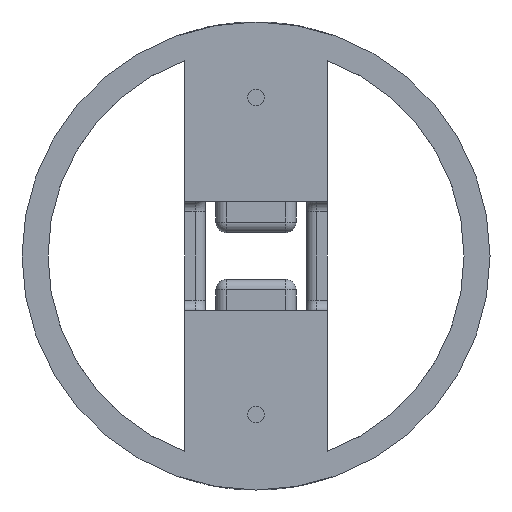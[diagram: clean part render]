
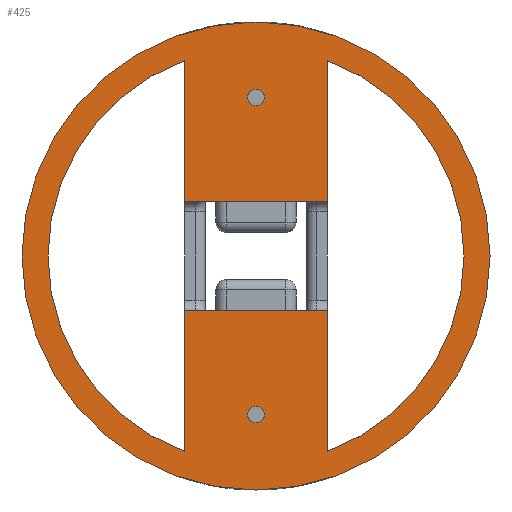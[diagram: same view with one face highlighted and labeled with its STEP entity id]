
A CAD part, front view. The second image highlights one B-rep face of the part: STEP entity #425.
In plain terms, the highlighted planar face has unit normal (0, -1, 0).
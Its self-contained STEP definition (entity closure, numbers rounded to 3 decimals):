
#37 = VERTEX_POINT ( 'NONE', #917 ) ;
#40 = VERTEX_POINT ( 'NONE', #197 ) ;
#82 = LINE ( 'NONE', #2518, #1742 ) ;
#110 = CARTESIAN_POINT ( 'NONE',  ( 13.714, -14.5, 0. ) ) ;
#115 = VECTOR ( 'NONE', #769, 1000. ) ;
#126 = CARTESIAN_POINT ( 'NONE',  ( 0., -14.5, -32.1 ) ) ;
#178 = DIRECTION ( 'NONE',  ( 0., 1., 0. ) ) ;
#193 = FACE_BOUND ( 'NONE', #1247, .T. ) ;
#197 = CARTESIAN_POINT ( 'NONE',  ( -13.714, -14.5, 10.5 ) ) ;
#243 = CIRCLE ( 'NONE', #1261, 45. ) ;
#252 = VERTEX_POINT ( 'NONE', #126 ) ;
#264 = VECTOR ( 'NONE', #1890, 1000. ) ;
#276 = EDGE_CURVE ( 'NONE', #2370, #37, #82, .T. ) ;
#322 = LINE ( 'NONE', #110, #1750 ) ;
#344 = CIRCLE ( 'NONE', #455, 1.6 ) ;
#395 = DIRECTION ( 'NONE',  ( 0., 0., -1. ) ) ;
#420 = DIRECTION ( 'NONE',  ( 0., 0., -1. ) ) ;
#422 = FACE_BOUND ( 'NONE', #2380, .T. ) ;
#425 = ADVANCED_FACE ( 'NONE', ( #1148, #193, #932, #422 ), #2602, .T. ) ;
#437 = VERTEX_POINT ( 'NONE', #3124 ) ;
#455 = AXIS2_PLACEMENT_3D ( 'NONE', #2787, #2824, #2772 ) ;
#465 = VECTOR ( 'NONE', #1215, 1000. ) ;
#494 = CIRCLE ( 'NONE', #1057, 40. ) ;
#560 = CARTESIAN_POINT ( 'NONE',  ( -13.714, -14.5, -37.576 ) ) ;
#625 = CIRCLE ( 'NONE', #1076, 1.6 ) ;
#660 = VERTEX_POINT ( 'NONE', #2738 ) ;
#672 = VERTEX_POINT ( 'NONE', #3002 ) ;
#698 = CARTESIAN_POINT ( 'NONE',  ( 13.714, -14.5, -10.5 ) ) ;
#745 = CARTESIAN_POINT ( 'NONE',  ( 0., -14.5, -28.9 ) ) ;
#757 = LINE ( 'NONE', #1470, #465 ) ;
#769 = DIRECTION ( 'NONE',  ( 0., 0., 1. ) ) ;
#802 = EDGE_CURVE ( 'NONE', #1765, #252, #3079, .T. ) ;
#857 = ORIENTED_EDGE ( 'NONE', *, *, #3141, .F. ) ;
#860 = EDGE_CURVE ( 'NONE', #1387, #437, #1275, .T. ) ;
#917 = CARTESIAN_POINT ( 'NONE',  ( -13.714, -14.5, -10.5 ) ) ;
#932 = FACE_OUTER_BOUND ( 'NONE', #2309, .T. ) ;
#936 = ORIENTED_EDGE ( 'NONE', *, *, #1354, .F. ) ;
#939 = VECTOR ( 'NONE', #2213, 1000. ) ;
#955 = CARTESIAN_POINT ( 'NONE',  ( -13.714, -14.5, 0. ) ) ;
#1025 = AXIS2_PLACEMENT_3D ( 'NONE', #2091, #2865, #2900 ) ;
#1057 = AXIS2_PLACEMENT_3D ( 'NONE', #1417, #2390, #2969 ) ;
#1071 = DIRECTION ( 'NONE',  ( 0., -1., 0. ) ) ;
#1076 = AXIS2_PLACEMENT_3D ( 'NONE', #2949, #2033, #1268 ) ;
#1110 = CARTESIAN_POINT ( 'NONE',  ( 0., -14.5, -30.5 ) ) ;
#1148 = FACE_BOUND ( 'NONE', #2981, .T. ) ;
#1215 = DIRECTION ( 'NONE',  ( -1., 0., 0. ) ) ;
#1216 = EDGE_CURVE ( 'NONE', #2728, #672, #2296, .T. ) ;
#1247 = EDGE_LOOP ( 'NONE', ( #1270, #1329, #2887, #3128, #1506, #857, #936, #1501 ) ) ;
#1257 = ORIENTED_EDGE ( 'NONE', *, *, #1216, .T. ) ;
#1261 = AXIS2_PLACEMENT_3D ( 'NONE', #1888, #2099, #3086 ) ;
#1268 = DIRECTION ( 'NONE',  ( 0., 0., -1. ) ) ;
#1270 = ORIENTED_EDGE ( 'NONE', *, *, #1972, .F. ) ;
#1275 = CIRCLE ( 'NONE', #1946, 1.6 ) ;
#1329 = ORIENTED_EDGE ( 'NONE', *, *, #3093, .F. ) ;
#1353 = VERTEX_POINT ( 'NONE', #1433 ) ;
#1354 = EDGE_CURVE ( 'NONE', #37, #3041, #1460, .T. ) ;
#1387 = VERTEX_POINT ( 'NONE', #1399 ) ;
#1399 = CARTESIAN_POINT ( 'NONE',  ( 0., -14.5, 32.1 ) ) ;
#1400 = ORIENTED_EDGE ( 'NONE', *, *, #802, .F. ) ;
#1417 = CARTESIAN_POINT ( 'NONE',  ( 0., -14.5, 0. ) ) ;
#1425 = EDGE_CURVE ( 'NONE', #660, #40, #757, .T. ) ;
#1428 = AXIS2_PLACEMENT_3D ( 'NONE', #2260, #2560, #2524 ) ;
#1433 = CARTESIAN_POINT ( 'NONE',  ( 13.714, -14.5, 37.576 ) ) ;
#1448 = ORIENTED_EDGE ( 'NONE', *, *, #2317, .T. ) ;
#1460 = LINE ( 'NONE', #1658, #264 ) ;
#1470 = CARTESIAN_POINT ( 'NONE',  ( 0., -14.5, 10.5 ) ) ;
#1501 = ORIENTED_EDGE ( 'NONE', *, *, #276, .F. ) ;
#1506 = ORIENTED_EDGE ( 'NONE', *, *, #1763, .F. ) ;
#1546 = VERTEX_POINT ( 'NONE', #1740 ) ;
#1658 = CARTESIAN_POINT ( 'NONE',  ( 0., -14.5, -10.5 ) ) ;
#1716 = CARTESIAN_POINT ( 'NONE',  ( 13.714, -14.5, 0. ) ) ;
#1740 = CARTESIAN_POINT ( 'NONE',  ( 13.714, -14.5, -37.576 ) ) ;
#1742 = VECTOR ( 'NONE', #2268, 1000. ) ;
#1750 = VECTOR ( 'NONE', #3019, 1000. ) ;
#1763 = EDGE_CURVE ( 'NONE', #1546, #1353, #494, .T. ) ;
#1765 = VERTEX_POINT ( 'NONE', #745 ) ;
#1850 = DIRECTION ( 'NONE',  ( 0., -1., 0. ) ) ;
#1888 = CARTESIAN_POINT ( 'NONE',  ( 0., -14.5, 0. ) ) ;
#1890 = DIRECTION ( 'NONE',  ( 1., 0., 0. ) ) ;
#1946 = AXIS2_PLACEMENT_3D ( 'NONE', #2597, #178, #420 ) ;
#1950 = AXIS2_PLACEMENT_3D ( 'NONE', #3088, #1071, #395 ) ;
#1966 = LINE ( 'NONE', #1716, #939 ) ;
#1972 = EDGE_CURVE ( 'NONE', #2762, #2370, #2276, .T. ) ;
#2033 = DIRECTION ( 'NONE',  ( 0., -1., 0. ) ) ;
#2089 = EDGE_CURVE ( 'NONE', #672, #2728, #243, .T. ) ;
#2091 = CARTESIAN_POINT ( 'NONE',  ( 0., -14.5, 0. ) ) ;
#2099 = DIRECTION ( 'NONE',  ( 0., -1., 0. ) ) ;
#2109 = CARTESIAN_POINT ( 'NONE',  ( -13.714, -14.5, 37.576 ) ) ;
#2170 = LINE ( 'NONE', #955, #115 ) ;
#2213 = DIRECTION ( 'NONE',  ( 0., 0., -1. ) ) ;
#2260 = CARTESIAN_POINT ( 'NONE',  ( 0., -14.5, 0. ) ) ;
#2268 = DIRECTION ( 'NONE',  ( 0., 0., 1. ) ) ;
#2276 = CIRCLE ( 'NONE', #1428, 40. ) ;
#2296 = CIRCLE ( 'NONE', #1950, 45. ) ;
#2309 = EDGE_LOOP ( 'NONE', ( #2521, #1257 ) ) ;
#2317 = EDGE_CURVE ( 'NONE', #437, #1387, #344, .T. ) ;
#2370 = VERTEX_POINT ( 'NONE', #560 ) ;
#2380 = EDGE_LOOP ( 'NONE', ( #2843, #1400 ) ) ;
#2390 = DIRECTION ( 'NONE',  ( 0., -1., 0. ) ) ;
#2407 = AXIS2_PLACEMENT_3D ( 'NONE', #1110, #1850, #3122 ) ;
#2518 = CARTESIAN_POINT ( 'NONE',  ( -13.714, -14.5, 0. ) ) ;
#2521 = ORIENTED_EDGE ( 'NONE', *, *, #2089, .T. ) ;
#2524 = DIRECTION ( 'NONE',  ( 0., 0., -1. ) ) ;
#2559 = EDGE_CURVE ( 'NONE', #252, #1765, #625, .T. ) ;
#2560 = DIRECTION ( 'NONE',  ( 0., -1., 0. ) ) ;
#2579 = EDGE_CURVE ( 'NONE', #1353, #660, #322, .T. ) ;
#2597 = CARTESIAN_POINT ( 'NONE',  ( 0., -14.5, 30.5 ) ) ;
#2602 = PLANE ( 'NONE',  #1025 ) ;
#2625 = ORIENTED_EDGE ( 'NONE', *, *, #860, .T. ) ;
#2727 = CARTESIAN_POINT ( 'NONE',  ( 0., -14.5, 45. ) ) ;
#2728 = VERTEX_POINT ( 'NONE', #2727 ) ;
#2738 = CARTESIAN_POINT ( 'NONE',  ( 13.714, -14.5, 10.5 ) ) ;
#2762 = VERTEX_POINT ( 'NONE', #2109 ) ;
#2772 = DIRECTION ( 'NONE',  ( 0., 0., -1. ) ) ;
#2787 = CARTESIAN_POINT ( 'NONE',  ( 0., -14.5, 30.5 ) ) ;
#2824 = DIRECTION ( 'NONE',  ( 0., 1., 0. ) ) ;
#2843 = ORIENTED_EDGE ( 'NONE', *, *, #2559, .F. ) ;
#2865 = DIRECTION ( 'NONE',  ( 0., -1., 0. ) ) ;
#2887 = ORIENTED_EDGE ( 'NONE', *, *, #1425, .F. ) ;
#2900 = DIRECTION ( 'NONE',  ( 0., 0., -1. ) ) ;
#2949 = CARTESIAN_POINT ( 'NONE',  ( 0., -14.5, -30.5 ) ) ;
#2969 = DIRECTION ( 'NONE',  ( 0., 0., -1. ) ) ;
#2981 = EDGE_LOOP ( 'NONE', ( #1448, #2625 ) ) ;
#3002 = CARTESIAN_POINT ( 'NONE',  ( 0., -14.5, -45. ) ) ;
#3019 = DIRECTION ( 'NONE',  ( 0., 0., -1. ) ) ;
#3041 = VERTEX_POINT ( 'NONE', #698 ) ;
#3079 = CIRCLE ( 'NONE', #2407, 1.6 ) ;
#3086 = DIRECTION ( 'NONE',  ( 0., 0., -1. ) ) ;
#3088 = CARTESIAN_POINT ( 'NONE',  ( 0., -14.5, 0. ) ) ;
#3093 = EDGE_CURVE ( 'NONE', #40, #2762, #2170, .T. ) ;
#3122 = DIRECTION ( 'NONE',  ( 0., 0., -1. ) ) ;
#3124 = CARTESIAN_POINT ( 'NONE',  ( 0., -14.5, 28.9 ) ) ;
#3128 = ORIENTED_EDGE ( 'NONE', *, *, #2579, .F. ) ;
#3141 = EDGE_CURVE ( 'NONE', #3041, #1546, #1966, .T. ) ;
